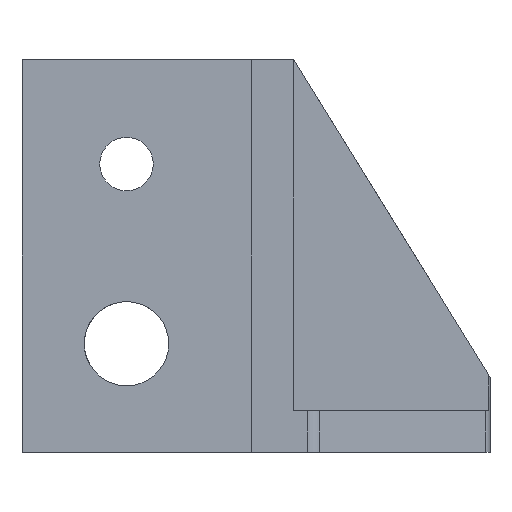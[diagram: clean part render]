
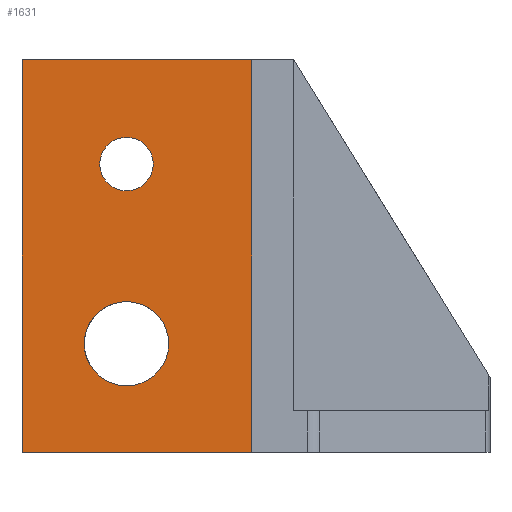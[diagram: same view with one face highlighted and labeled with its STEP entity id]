
A CAD part, front view. The second image highlights one B-rep face of the part: STEP entity #1631.
In plain terms, the highlighted planar face has unit normal (0, -1, 0).
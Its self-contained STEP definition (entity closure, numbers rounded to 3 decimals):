
#55=FACE_BOUND('',#298,.T.);
#56=FACE_BOUND('',#299,.T.);
#66=CIRCLE('',#1694,5.05);
#98=CIRCLE('',#1767,3.2);
#191=FACE_OUTER_BOUND('',#297,.T.);
#297=EDGE_LOOP('',(#1408,#1409,#1410,#1411));
#298=EDGE_LOOP('',(#1412));
#299=EDGE_LOOP('',(#1413));
#428=LINE('',#2582,#601);
#451=LINE('',#2658,#624);
#460=LINE('',#2682,#633);
#461=LINE('',#2684,#634);
#601=VECTOR('',#2069,10.);
#624=VECTOR('',#2156,10.);
#633=VECTOR('',#2187,10.);
#634=VECTOR('',#2190,10.);
#714=VERTEX_POINT('',#2409);
#759=VERTEX_POINT('',#2579);
#760=VERTEX_POINT('',#2581);
#779=VERTEX_POINT('',#2650);
#781=VERTEX_POINT('',#2657);
#785=VERTEX_POINT('',#2680);
#884=EDGE_CURVE('',#714,#714,#66,.T.);
#951=EDGE_CURVE('',#759,#760,#428,.T.);
#986=EDGE_CURVE('',#779,#779,#98,.T.);
#989=EDGE_CURVE('',#760,#781,#451,.T.);
#1001=EDGE_CURVE('',#785,#781,#460,.T.);
#1002=EDGE_CURVE('',#759,#785,#461,.T.);
#1408=ORIENTED_EDGE('',*,*,#1002,.T.);
#1409=ORIENTED_EDGE('',*,*,#1001,.T.);
#1410=ORIENTED_EDGE('',*,*,#989,.F.);
#1411=ORIENTED_EDGE('',*,*,#951,.F.);
#1412=ORIENTED_EDGE('',*,*,#884,.T.);
#1413=ORIENTED_EDGE('',*,*,#986,.T.);
#1542=PLANE('',#1782);
#1631=ADVANCED_FACE('',(#191,#55,#56),#1542,.T.);
#1694=AXIS2_PLACEMENT_3D('',#2411,#1937,#1938);
#1767=AXIS2_PLACEMENT_3D('',#2651,#2147,#2148);
#1782=AXIS2_PLACEMENT_3D('',#2683,#2188,#2189);
#1937=DIRECTION('center_axis',(0.,1.,0.));
#1938=DIRECTION('ref_axis',(-1.,0.,0.));
#2069=DIRECTION('',(0.,0.,1.));
#2147=DIRECTION('center_axis',(0.,1.,0.));
#2148=DIRECTION('ref_axis',(1.,0.,0.));
#2156=DIRECTION('',(1.,0.,0.));
#2187=DIRECTION('',(0.,0.,1.));
#2188=DIRECTION('center_axis',(0.,-1.,0.));
#2189=DIRECTION('ref_axis',(1.,0.,0.));
#2190=DIRECTION('',(1.,0.,0.));
#2409=CARTESIAN_POINT('',(-17.45,-24.,13.));
#2411=CARTESIAN_POINT('Origin',(-22.5,-24.,13.));
#2579=CARTESIAN_POINT('',(-35.,-24.,0.));
#2581=CARTESIAN_POINT('',(-35.,-24.,47.));
#2582=CARTESIAN_POINT('',(-35.,-24.,0.));
#2650=CARTESIAN_POINT('',(-25.7,-24.,34.5));
#2651=CARTESIAN_POINT('Origin',(-22.5,-24.,34.5));
#2657=CARTESIAN_POINT('',(-7.5,-24.,47.));
#2658=CARTESIAN_POINT('',(-26.875,-24.,47.));
#2680=CARTESIAN_POINT('',(-7.5,-24.,0.));
#2682=CARTESIAN_POINT('',(-7.5,-24.,0.));
#2683=CARTESIAN_POINT('Origin',(-35.,-24.,0.));
#2684=CARTESIAN_POINT('',(-35.,-24.,0.));
